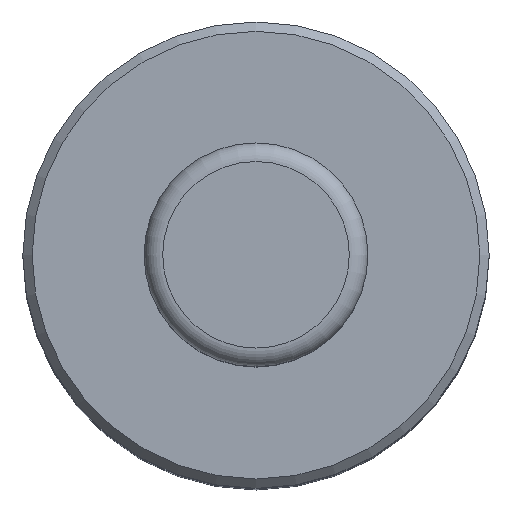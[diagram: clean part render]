
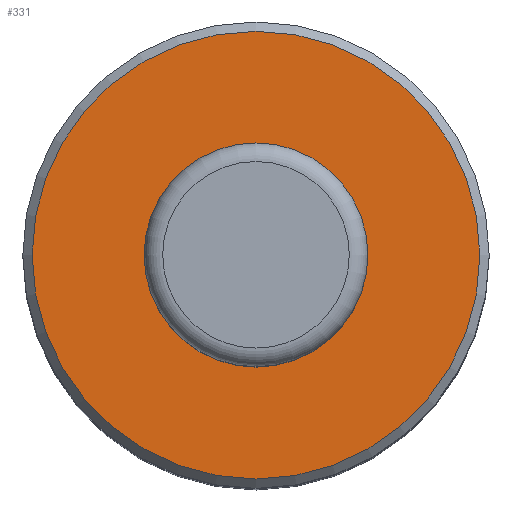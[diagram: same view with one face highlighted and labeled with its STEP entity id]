
A CAD part, top view. The second image highlights one B-rep face of the part: STEP entity #331.
In plain terms, the highlighted planar face has unit normal (0, 0, 1).
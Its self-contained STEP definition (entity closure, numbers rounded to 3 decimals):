
#17=FACE_BOUND('',#93,.T.);
#19=PLANE('',#407);
#71=FACE_OUTER_BOUND('',#92,.T.);
#92=EDGE_LOOP('',(#303,#304));
#93=EDGE_LOOP('',(#305,#306));
#120=CIRCLE('',#386,12.);
#121=CIRCLE('',#387,12.);
#131=CIRCLE('',#400,6.);
#132=CIRCLE('',#401,6.);
#155=VERTEX_POINT('',#594);
#156=VERTEX_POINT('',#596);
#165=VERTEX_POINT('',#620);
#166=VERTEX_POINT('',#621);
#196=EDGE_CURVE('',#156,#155,#120,.T.);
#197=EDGE_CURVE('',#155,#156,#121,.T.);
#208=EDGE_CURVE('',#165,#166,#131,.T.);
#209=EDGE_CURVE('',#166,#165,#132,.T.);
#303=ORIENTED_EDGE('',*,*,#196,.T.);
#304=ORIENTED_EDGE('',*,*,#197,.T.);
#305=ORIENTED_EDGE('',*,*,#208,.T.);
#306=ORIENTED_EDGE('',*,*,#209,.T.);
#331=ADVANCED_FACE('',(#71,#17),#19,.T.);
#386=AXIS2_PLACEMENT_3D('',#597,#481,#482);
#387=AXIS2_PLACEMENT_3D('',#598,#483,#484);
#400=AXIS2_PLACEMENT_3D('',#622,#510,#511);
#401=AXIS2_PLACEMENT_3D('',#623,#512,#513);
#407=AXIS2_PLACEMENT_3D('',#634,#529,#530);
#481=DIRECTION('center_axis',(0.,0.,1.));
#482=DIRECTION('ref_axis',(1.,0.,0.));
#483=DIRECTION('center_axis',(0.,0.,1.));
#484=DIRECTION('ref_axis',(1.,0.,0.));
#510=DIRECTION('center_axis',(0.,0.,-1.));
#511=DIRECTION('ref_axis',(-1.,0.,0.));
#512=DIRECTION('center_axis',(0.,0.,-1.));
#513=DIRECTION('ref_axis',(-1.,0.,0.));
#529=DIRECTION('center_axis',(0.,0.,1.));
#530=DIRECTION('ref_axis',(1.,0.,0.));
#594=CARTESIAN_POINT('',(12.,0.,51.));
#596=CARTESIAN_POINT('',(-12.,0.,51.));
#597=CARTESIAN_POINT('Origin',(0.,0.,51.));
#598=CARTESIAN_POINT('Origin',(0.,0.,51.));
#620=CARTESIAN_POINT('',(-6.,0.,51.));
#621=CARTESIAN_POINT('',(6.,0.,51.));
#622=CARTESIAN_POINT('Origin',(0.,0.,51.));
#623=CARTESIAN_POINT('Origin',(0.,0.,51.));
#634=CARTESIAN_POINT('Origin',(-6.,0.,51.));
